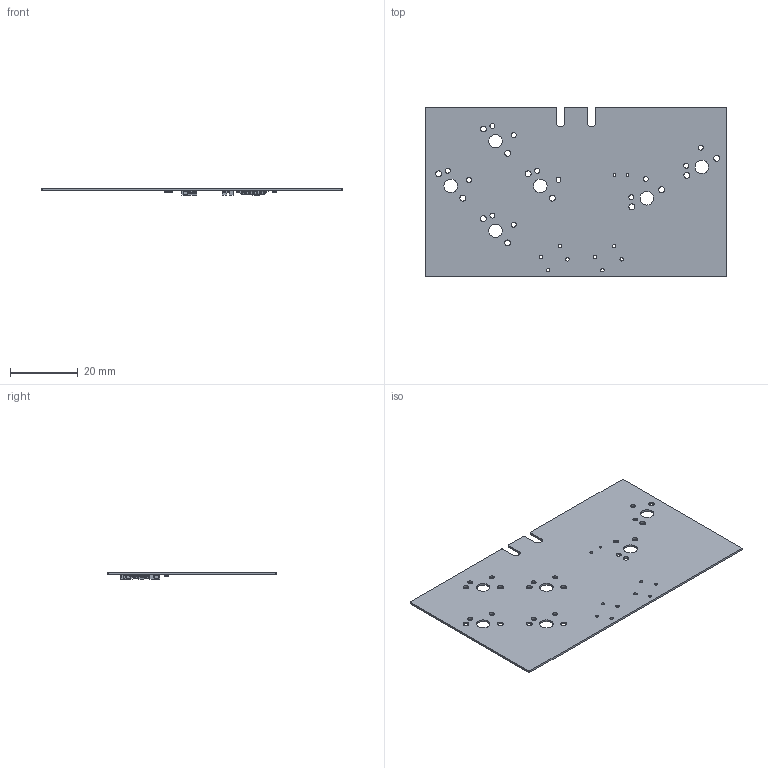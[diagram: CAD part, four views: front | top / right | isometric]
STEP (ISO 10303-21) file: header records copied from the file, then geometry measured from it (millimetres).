
FILE_DESCRIPTION(('KiCad electronic assembly'),'2;1');
FILE_NAME('crokto.step','2020-05-12T01:39:10',('An Author'),('A Company' ),'Open CASCADE STEP processor 6.9','KiCad to STEP converter', 'Unknown');
FILE_SCHEMA(('AUTOMOTIVE_DESIGN { 1 0 10303 214 1 1 1 1 }'));
Length unit declared in the file: millimetre
Products named in the file (10): Open CASCADE STEP translator 6.9 1; R_0805_2012Metric; SOLID; C_0805_2012Metric; SOT-143; TQFP-32_7x7mm_P0.8mm; COMPOUND
Assembly tree (18 placements, depth 3):
  Open CASCADE STEP translator 6.9 1
    R_0805_2012Metric  x6
      SOLID
    C_0805_2012Metric  x5
      SOLID
    SOT-143
      SOLID
    TQFP-32_7x7mm_P0.8mm
      SOLID
    COMPOUND
Bounding box: 88.9 x 50 x 1.9 mm (x, y, z)
Volume: 2645.6 mm3; surface area: 9183.4 mm2
Topology: 14 solids, 14 shells, 976 faces, 2587 edges, 1650 vertices
Faces by surface type: plane 581, cylinder 303, bspline 92
Full cylindrical faces by diameter (mm): 0.5 x1, 0.8 x2, 1 x8, 1.47 x12, 1.74 x12, 3.988 x6
Entity records: 65561 total; most frequent: CARTESIAN_POINT 21698, DIRECTION 7160, LINE 4713, VECTOR 4713, ORIENTED_EDGE 3918, PCURVE 3918, DEFINITIONAL_REPRESENTATION 3918, EDGE_CURVE 1959
